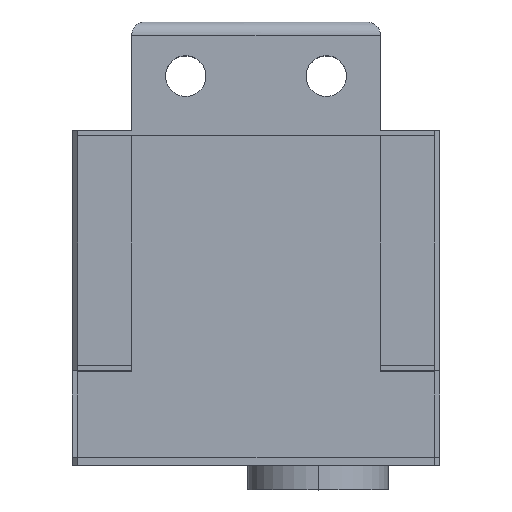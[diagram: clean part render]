
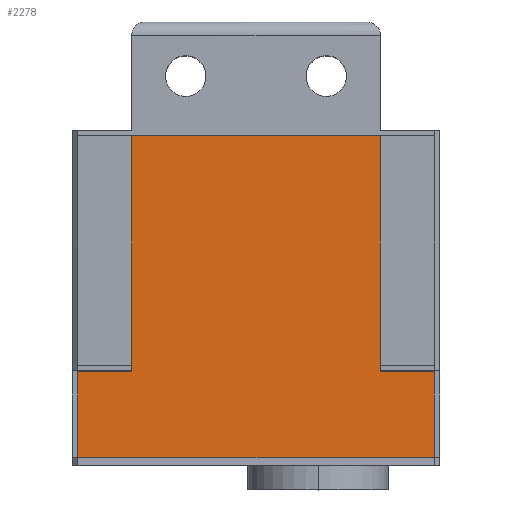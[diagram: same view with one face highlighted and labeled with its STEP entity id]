
A CAD part, top view. The second image highlights one B-rep face of the part: STEP entity #2278.
In plain terms, the highlighted planar face has unit normal (0, 0, 1).
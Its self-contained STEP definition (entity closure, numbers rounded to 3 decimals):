
#53 = DIRECTION ( 'NONE',  ( 0., -1., 0. ) ) ;
#77 = EDGE_CURVE ( 'NONE', #1567, #563, #1060, .T. ) ;
#143 = CARTESIAN_POINT ( 'NONE',  ( 43., 12., -27.5 ) ) ;
#155 = LINE ( 'NONE', #1555, #540 ) ;
#188 = DIRECTION ( 'NONE',  ( 0., -1., 0. ) ) ;
#273 = LINE ( 'NONE', #1686, #2429 ) ;
#330 = DIRECTION ( 'NONE',  ( 1., 0., 0. ) ) ;
#346 = EDGE_CURVE ( 'NONE', #2138, #1759, #2238, .T. ) ;
#353 = LINE ( 'NONE', #2031, #1474 ) ;
#388 = ORIENTED_EDGE ( 'NONE', *, *, #2034, .F. ) ;
#389 = CARTESIAN_POINT ( 'NONE',  ( -69., 46., -27.5 ) ) ;
#409 = EDGE_CURVE ( 'NONE', #446, #563, #2681, .T. ) ;
#446 = VERTEX_POINT ( 'NONE', #389 ) ;
#460 = CARTESIAN_POINT ( 'NONE',  ( -89., 131., -27.5 ) ) ;
#466 = ORIENTED_EDGE ( 'NONE', *, *, #409, .T. ) ;
#484 = CARTESIAN_POINT ( 'NONE',  ( -69., 44., -27.5 ) ) ;
#494 = VERTEX_POINT ( 'NONE', #2745 ) ;
#525 = VECTOR ( 'NONE', #2696, 1000. ) ;
#540 = VECTOR ( 'NONE', #188, 1000. ) ;
#563 = VERTEX_POINT ( 'NONE', #484 ) ;
#599 = ORIENTED_EDGE ( 'NONE', *, *, #77, .F. ) ;
#631 = PLANE ( 'NONE',  #1380 ) ;
#637 = EDGE_CURVE ( 'NONE', #1881, #2595, #2596, .T. ) ;
#680 = EDGE_CURVE ( 'NONE', #1567, #863, #273, .T. ) ;
#698 = VECTOR ( 'NONE', #2963, 1000. ) ;
#777 = VECTOR ( 'NONE', #1972, 1000. ) ;
#792 = VECTOR ( 'NONE', #53, 1000. ) ;
#828 = LINE ( 'NONE', #1285, #1378 ) ;
#835 = CARTESIAN_POINT ( 'NONE',  ( -89., 44., -27.5 ) ) ;
#836 = DIRECTION ( 'NONE',  ( 1., 0., 0. ) ) ;
#863 = VERTEX_POINT ( 'NONE', #1568 ) ;
#865 = CARTESIAN_POINT ( 'NONE',  ( 43., 12., -27.5 ) ) ;
#949 = CARTESIAN_POINT ( 'NONE',  ( -89., 133., -27.5 ) ) ;
#968 = ORIENTED_EDGE ( 'NONE', *, *, #1516, .T. ) ;
#973 = VECTOR ( 'NONE', #2373, 1000. ) ;
#1047 = FACE_OUTER_BOUND ( 'NONE', #2771, .T. ) ;
#1060 = LINE ( 'NONE', #2225, #1788 ) ;
#1104 = CARTESIAN_POINT ( 'NONE',  ( 43., 44., -27.5 ) ) ;
#1246 = ORIENTED_EDGE ( 'NONE', *, *, #1535, .F. ) ;
#1265 = EDGE_CURVE ( 'NONE', #494, #1881, #1429, .T. ) ;
#1285 = CARTESIAN_POINT ( 'NONE',  ( -89., 46., -27.5 ) ) ;
#1378 = VECTOR ( 'NONE', #330, 1000. ) ;
#1380 = AXIS2_PLACEMENT_3D ( 'NONE', #1104, #2523, #1381 ) ;
#1381 = DIRECTION ( 'NONE',  ( -1., 0., 0. ) ) ;
#1383 = VECTOR ( 'NONE', #1984, 1000. ) ;
#1429 = LINE ( 'NONE', #460, #2628 ) ;
#1474 = VECTOR ( 'NONE', #836, 1000. ) ;
#1516 = EDGE_CURVE ( 'NONE', #863, #2962, #2946, .T. ) ;
#1535 = EDGE_CURVE ( 'NONE', #2133, #2138, #155, .T. ) ;
#1555 = CARTESIAN_POINT ( 'NONE',  ( 23., 46., -27.5 ) ) ;
#1567 = VERTEX_POINT ( 'NONE', #835 ) ;
#1568 = CARTESIAN_POINT ( 'NONE',  ( -89., 12., -27.5 ) ) ;
#1630 = LINE ( 'NONE', #2571, #792 ) ;
#1686 = CARTESIAN_POINT ( 'NONE',  ( -89., 44., -27.5 ) ) ;
#1759 = VERTEX_POINT ( 'NONE', #2701 ) ;
#1769 = EDGE_CURVE ( 'NONE', #2133, #2216, #828, .T. ) ;
#1788 = VECTOR ( 'NONE', #1990, 1000. ) ;
#1826 = ORIENTED_EDGE ( 'NONE', *, *, #680, .T. ) ;
#1881 = VERTEX_POINT ( 'NONE', #2039 ) ;
#1944 = CARTESIAN_POINT ( 'NONE',  ( 43., 46., -27.5 ) ) ;
#1972 = DIRECTION ( 'NONE',  ( 0., -1., 0. ) ) ;
#1984 = DIRECTION ( 'NONE',  ( 0., -1., 0. ) ) ;
#1990 = DIRECTION ( 'NONE',  ( 1., 0., 0. ) ) ;
#1994 = ORIENTED_EDGE ( 'NONE', *, *, #2657, .F. ) ;
#2029 = ORIENTED_EDGE ( 'NONE', *, *, #2680, .T. ) ;
#2031 = CARTESIAN_POINT ( 'NONE',  ( -89., 46., -27.5 ) ) ;
#2034 = EDGE_CURVE ( 'NONE', #1759, #2962, #1630, .T. ) ;
#2039 = CARTESIAN_POINT ( 'NONE',  ( -89., 131., -27.5 ) ) ;
#2133 = VERTEX_POINT ( 'NONE', #2626 ) ;
#2138 = VERTEX_POINT ( 'NONE', #2395 ) ;
#2190 = LINE ( 'NONE', #2889, #1383 ) ;
#2216 = VERTEX_POINT ( 'NONE', #1944 ) ;
#2220 = CARTESIAN_POINT ( 'NONE',  ( -69., 46., -27.5 ) ) ;
#2225 = CARTESIAN_POINT ( 'NONE',  ( 43., 44., -27.5 ) ) ;
#2238 = LINE ( 'NONE', #2438, #525 ) ;
#2265 = ORIENTED_EDGE ( 'NONE', *, *, #1265, .T. ) ;
#2278 = ADVANCED_FACE ( 'NONE', ( #1047 ), #631, .F. ) ;
#2335 = DIRECTION ( 'NONE',  ( 0., -1., 0. ) ) ;
#2346 = ORIENTED_EDGE ( 'NONE', *, *, #346, .F. ) ;
#2373 = DIRECTION ( 'NONE',  ( 0., -1., 0. ) ) ;
#2395 = CARTESIAN_POINT ( 'NONE',  ( 23., 44., -27.5 ) ) ;
#2429 = VECTOR ( 'NONE', #2335, 1000. ) ;
#2435 = CARTESIAN_POINT ( 'NONE',  ( -89., 46., -27.5 ) ) ;
#2438 = CARTESIAN_POINT ( 'NONE',  ( 43., 44., -27.5 ) ) ;
#2523 = DIRECTION ( 'NONE',  ( 0., 0., -1. ) ) ;
#2524 = ORIENTED_EDGE ( 'NONE', *, *, #1769, .T. ) ;
#2571 = CARTESIAN_POINT ( 'NONE',  ( 43., 44., -27.5 ) ) ;
#2595 = VERTEX_POINT ( 'NONE', #2435 ) ;
#2596 = LINE ( 'NONE', #949, #973 ) ;
#2601 = DIRECTION ( 'NONE',  ( -1., 0., 0. ) ) ;
#2626 = CARTESIAN_POINT ( 'NONE',  ( 23., 46., -27.5 ) ) ;
#2628 = VECTOR ( 'NONE', #2601, 1000. ) ;
#2657 = EDGE_CURVE ( 'NONE', #494, #2216, #2190, .T. ) ;
#2680 = EDGE_CURVE ( 'NONE', #2595, #446, #353, .T. ) ;
#2681 = LINE ( 'NONE', #2220, #777 ) ;
#2696 = DIRECTION ( 'NONE',  ( 1., 0., 0. ) ) ;
#2701 = CARTESIAN_POINT ( 'NONE',  ( 43., 44., -27.5 ) ) ;
#2745 = CARTESIAN_POINT ( 'NONE',  ( 43., 131., -27.5 ) ) ;
#2771 = EDGE_LOOP ( 'NONE', ( #1994, #2265, #3008, #2029, #466, #599, #1826, #968, #388, #2346, #1246, #2524 ) ) ;
#2889 = CARTESIAN_POINT ( 'NONE',  ( 43., 133., -27.5 ) ) ;
#2946 = LINE ( 'NONE', #865, #698 ) ;
#2962 = VERTEX_POINT ( 'NONE', #143 ) ;
#2963 = DIRECTION ( 'NONE',  ( 1., 0., 0. ) ) ;
#3008 = ORIENTED_EDGE ( 'NONE', *, *, #637, .T. ) ;
